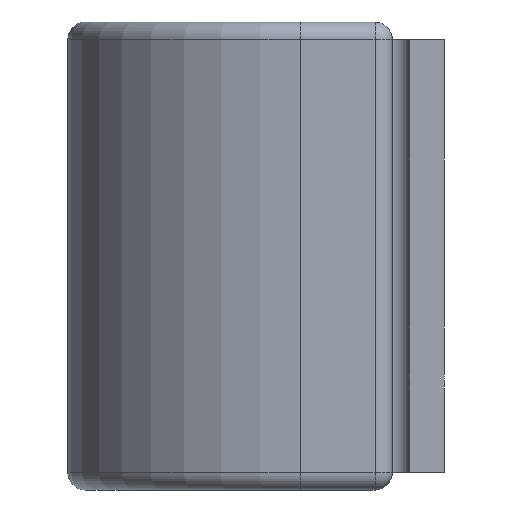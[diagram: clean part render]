
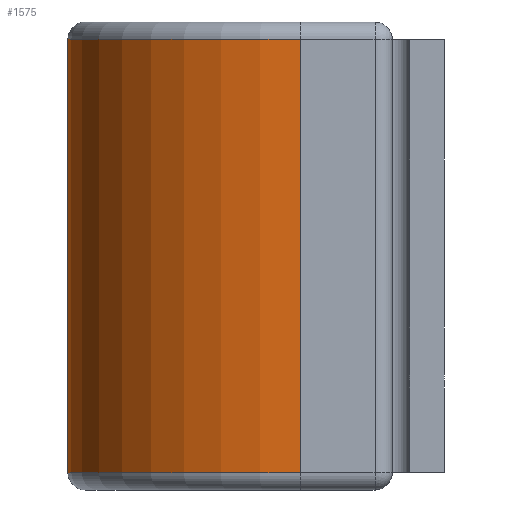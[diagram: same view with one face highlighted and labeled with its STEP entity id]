
A CAD part, left-side view. The second image highlights one B-rep face of the part: STEP entity #1575.
In plain terms, the highlighted cylindrical face has radius 10.249 mm (diameter 20.498 mm), a partial arc.
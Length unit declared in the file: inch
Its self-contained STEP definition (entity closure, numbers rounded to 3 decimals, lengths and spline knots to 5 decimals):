
#13 = CIRCLE ( 'NONE', #1851, 0.4035 ) ;
#17 = CARTESIAN_POINT ( 'NONE',  ( 1.5905, 0.24975, 0.37625 ) ) ;
#41 = CARTESIAN_POINT ( 'NONE',  ( 0.7835, 0.24975, 0.37625 ) ) ;
#269 = VERTEX_POINT ( 'NONE', #17 ) ;
#280 = EDGE_CURVE ( 'NONE', #870, #1187, #1616, .T. ) ;
#369 = DIRECTION ( 'NONE',  ( 0., 0., 1. ) ) ;
#398 = CARTESIAN_POINT ( 'NONE',  ( 0.7835, 0.24975, -0.37625 ) ) ;
#434 = ORIENTED_EDGE ( 'NONE', *, *, #280, .T. ) ;
#491 = FACE_OUTER_BOUND ( 'NONE', #888, .T. ) ;
#603 = DIRECTION ( 'NONE',  ( 0., 0., 1. ) ) ;
#604 = CYLINDRICAL_SURFACE ( 'NONE', #1722, 0.4035 ) ;
#649 = EDGE_CURVE ( 'NONE', #1187, #1656, #1672, .T. ) ;
#736 = ORIENTED_EDGE ( 'NONE', *, *, #898, .F. ) ;
#807 = CARTESIAN_POINT ( 'NONE',  ( 1.187, 0.24975, -0.37625 ) ) ;
#808 = DIRECTION ( 'NONE',  ( 0., 0., 1. ) ) ;
#839 = CARTESIAN_POINT ( 'NONE',  ( 0.7835, 0.24975, -0.37625 ) ) ;
#870 = VERTEX_POINT ( 'NONE', #1799 ) ;
#888 = EDGE_LOOP ( 'NONE', ( #1479, #434, #1570, #736 ) ) ;
#898 = EDGE_CURVE ( 'NONE', #269, #1656, #13, .T. ) ;
#926 = DIRECTION ( 'NONE',  ( 0., 0., 1. ) ) ;
#928 = VECTOR ( 'NONE', #926, 39.37008 ) ;
#953 = DIRECTION ( 'NONE',  ( 1., 0., 0. ) ) ;
#1187 = VERTEX_POINT ( 'NONE', #398 ) ;
#1218 = CARTESIAN_POINT ( 'NONE',  ( 1.5905, 0.24975, -0.37625 ) ) ;
#1245 = CARTESIAN_POINT ( 'NONE',  ( 1.187, 0.24975, 0.375 ) ) ;
#1265 = VECTOR ( 'NONE', #369, 39.37008 ) ;
#1479 = ORIENTED_EDGE ( 'NONE', *, *, #1947, .F. ) ;
#1502 = CARTESIAN_POINT ( 'NONE',  ( 1.187, 0.24975, 0.37625 ) ) ;
#1570 = ORIENTED_EDGE ( 'NONE', *, *, #649, .T. ) ;
#1575 = ADVANCED_FACE ( 'NONE', ( #491 ), #604, .T. ) ;
#1616 = CIRCLE ( 'NONE', #1704, 0.4035 ) ;
#1656 = VERTEX_POINT ( 'NONE', #41 ) ;
#1657 = DIRECTION ( 'NONE',  ( 1., 0., 0. ) ) ;
#1672 = LINE ( 'NONE', #839, #1265 ) ;
#1704 = AXIS2_PLACEMENT_3D ( 'NONE', #807, #1862, #953 ) ;
#1722 = AXIS2_PLACEMENT_3D ( 'NONE', #1245, #808, #1866 ) ;
#1780 = LINE ( 'NONE', #1218, #928 ) ;
#1799 = CARTESIAN_POINT ( 'NONE',  ( 1.5905, 0.24975, -0.37625 ) ) ;
#1851 = AXIS2_PLACEMENT_3D ( 'NONE', #1502, #603, #1657 ) ;
#1862 = DIRECTION ( 'NONE',  ( 0., 0., 1. ) ) ;
#1866 = DIRECTION ( 'NONE',  ( 1., 0., 0. ) ) ;
#1947 = EDGE_CURVE ( 'NONE', #870, #269, #1780, .T. ) ;
